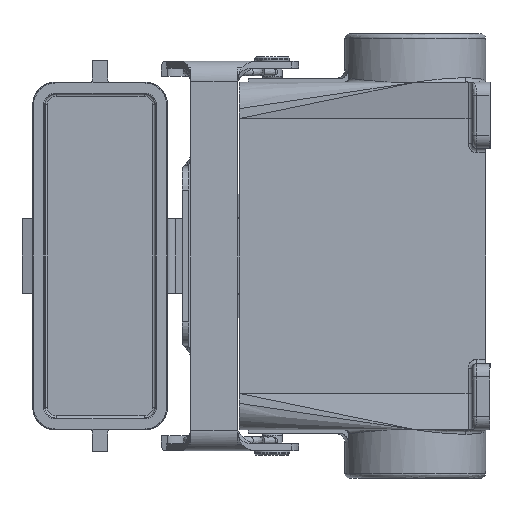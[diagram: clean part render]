
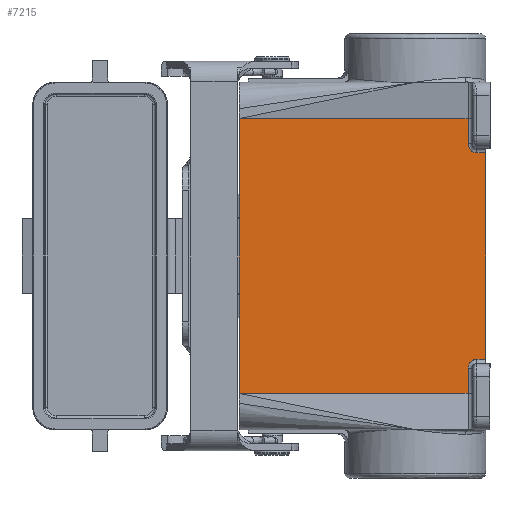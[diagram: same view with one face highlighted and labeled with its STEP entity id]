
A CAD part, left-side view. The second image highlights one B-rep face of the part: STEP entity #7215.
In plain terms, the highlighted planar face has unit normal (-1, 0, 0).
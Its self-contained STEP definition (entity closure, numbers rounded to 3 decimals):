
#4465=PLANE('',#16839);
#4828=FACE_OUTER_BOUND('',#8737,.T.);
#5420=LINE('',#22346,#6297);
#5422=LINE('',#22382,#6299);
#5519=LINE('',#23392,#6396);
#5533=LINE('',#23538,#6410);
#5540=LINE('',#23644,#6417);
#5541=LINE('',#23646,#6418);
#5542=LINE('',#23648,#6419);
#5543=LINE('',#23649,#6420);
#6297=VECTOR('',#18200,1.);
#6299=VECTOR('',#18208,1.);
#6396=VECTOR('',#18491,1.);
#6410=VECTOR('',#18537,1.);
#6417=VECTOR('',#18556,1.);
#6418=VECTOR('',#18559,1.);
#6419=VECTOR('',#18560,1.);
#6420=VECTOR('',#18561,1.);
#7215=ADVANCED_FACE('',(#4828),#4465,.T.);
#8051=B_SPLINE_CURVE_WITH_KNOTS('',3,(#22350,#22351,#22352,#22353,#22354,
#22355,#22356),.UNSPECIFIED.,.F.,.F.,(4,1,1,1,4),(0.,0.289,
0.53,0.732,1.),.UNSPECIFIED.);
#8103=B_SPLINE_CURVE_WITH_KNOTS('',3,(#23545,#23546,#23547,#23548,#23549,
#23550,#23551),.UNSPECIFIED.,.F.,.F.,(4,1,1,1,4),(0.,0.268,
0.47,0.711,1.),.UNSPECIFIED.);
#8737=EDGE_LOOP('',(#10166,#10167,#10168,#10169,#10170,#10171,#10172,#10173,
#10174,#10175));
#10166=ORIENTED_EDGE('',*,*,#14664,.T.);
#10167=ORIENTED_EDGE('',*,*,#14665,.T.);
#10168=ORIENTED_EDGE('',*,*,#14666,.F.);
#10169=ORIENTED_EDGE('',*,*,#14619,.T.);
#10170=ORIENTED_EDGE('',*,*,#14428,.T.);
#10171=ORIENTED_EDGE('',*,*,#14430,.T.);
#10172=ORIENTED_EDGE('',*,*,#14433,.T.);
#10173=ORIENTED_EDGE('',*,*,#14667,.F.);
#10174=ORIENTED_EDGE('',*,*,#14648,.T.);
#10175=ORIENTED_EDGE('',*,*,#14651,.T.);
#13207=VERTEX_POINT('',#22336);
#13209=VERTEX_POINT('',#22345);
#13210=VERTEX_POINT('',#22349);
#13212=VERTEX_POINT('',#22381);
#13304=VERTEX_POINT('',#23000);
#13356=VERTEX_POINT('',#23537);
#13357=VERTEX_POINT('',#23539);
#13358=VERTEX_POINT('',#23543);
#13366=VERTEX_POINT('',#23630);
#13367=VERTEX_POINT('',#23647);
#14428=EDGE_CURVE('',#13207,#13209,#5420,.T.);
#14430=EDGE_CURVE('',#13209,#13210,#8051,.T.);
#14433=EDGE_CURVE('',#13210,#13212,#5422,.T.);
#14619=EDGE_CURVE('',#13304,#13207,#5519,.T.);
#14648=EDGE_CURVE('',#13357,#13356,#5533,.T.);
#14651=EDGE_CURVE('',#13356,#13358,#8103,.T.);
#14664=EDGE_CURVE('',#13358,#13366,#5540,.T.);
#14665=EDGE_CURVE('',#13366,#13367,#5541,.T.);
#14666=EDGE_CURVE('',#13304,#13367,#5542,.T.);
#14667=EDGE_CURVE('',#13357,#13212,#5543,.T.);
#16839=AXIS2_PLACEMENT_3D('',#23650,#18562,#18563);
#18200=DIRECTION('',(0.,0.,1.));
#18208=DIRECTION('',(0.,-1.,0.));
#18491=DIRECTION('',(0.,-1.,0.));
#18537=DIRECTION('',(0.,1.,0.));
#18556=DIRECTION('',(0.,0.,1.));
#18559=DIRECTION('',(0.,1.,0.));
#18560=DIRECTION('',(0.,0.,1.));
#18561=DIRECTION('',(0.,0.,-1.));
#18562=DIRECTION('',(-1.,0.,0.));
#18563=DIRECTION('',(0.,1.,0.));
#22336=CARTESIAN_POINT('',(-13.81,35.18,0.));
#22345=CARTESIAN_POINT('',(-13.81,35.18,5.75));
#22346=CARTESIAN_POINT('',(-13.81,35.18,0.));
#22349=CARTESIAN_POINT('',(-13.81,33.18,7.75));
#22350=CARTESIAN_POINT('',(-13.81,35.18,5.75));
#22351=CARTESIAN_POINT('',(-13.81,35.18,6.053));
#22352=CARTESIAN_POINT('',(-13.81,35.052,6.608));
#22353=CARTESIAN_POINT('',(-13.81,34.583,7.231));
#22354=CARTESIAN_POINT('',(-13.81,33.953,7.645));
#22355=CARTESIAN_POINT('',(-13.81,33.461,7.75));
#22356=CARTESIAN_POINT('',(-13.81,33.18,7.75));
#22381=CARTESIAN_POINT('',(-13.81,31.18,7.75));
#22382=CARTESIAN_POINT('',(-13.81,33.18,7.75));
#23000=CARTESIAN_POINT('',(-13.81,87.18,0.));
#23392=CARTESIAN_POINT('',(-13.81,87.18,0.));
#23537=CARTESIAN_POINT('',(-13.81,33.18,54.75));
#23538=CARTESIAN_POINT('',(-13.81,31.18,54.75));
#23539=CARTESIAN_POINT('',(-13.81,31.18,54.75));
#23543=CARTESIAN_POINT('',(-13.81,35.18,56.75));
#23545=CARTESIAN_POINT('',(-13.81,33.18,54.75));
#23546=CARTESIAN_POINT('',(-13.81,33.461,54.75));
#23547=CARTESIAN_POINT('',(-13.81,33.953,54.855));
#23548=CARTESIAN_POINT('',(-13.81,34.583,55.269));
#23549=CARTESIAN_POINT('',(-13.81,35.052,55.892));
#23550=CARTESIAN_POINT('',(-13.81,35.18,56.447));
#23551=CARTESIAN_POINT('',(-13.81,35.18,56.75));
#23630=CARTESIAN_POINT('',(-13.81,35.18,62.5));
#23644=CARTESIAN_POINT('',(-13.81,35.18,56.75));
#23646=CARTESIAN_POINT('',(-13.81,35.18,62.5));
#23647=CARTESIAN_POINT('',(-13.81,87.18,62.5));
#23648=CARTESIAN_POINT('',(-13.81,87.18,0.));
#23649=CARTESIAN_POINT('',(-13.81,31.18,54.75));
#23650=CARTESIAN_POINT('',(-13.81,31.08,62.6));
